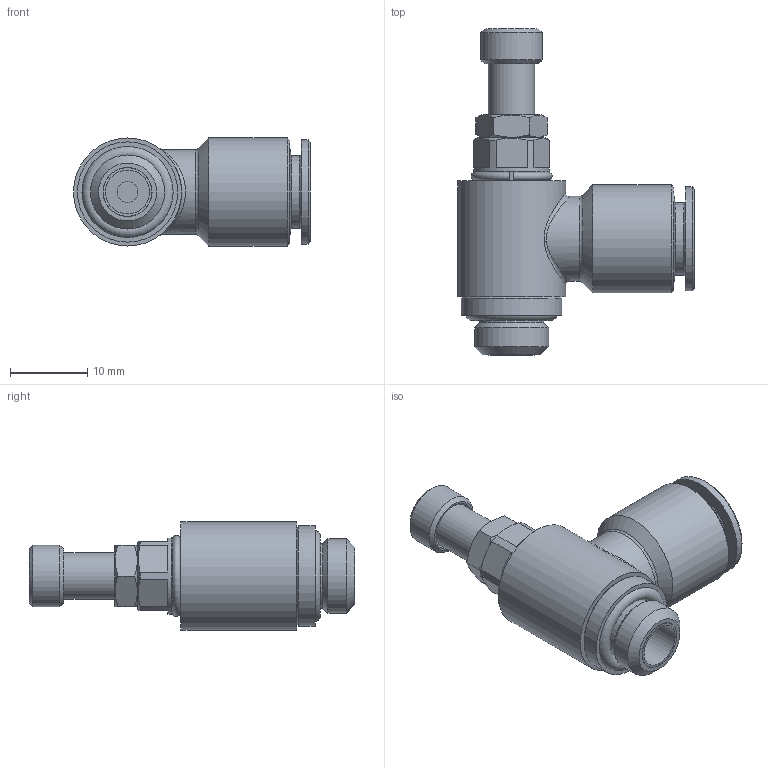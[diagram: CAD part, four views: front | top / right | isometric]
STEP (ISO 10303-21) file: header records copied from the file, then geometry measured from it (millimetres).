
FILE_DESCRIPTION(( 'MV.41.08.18V.stp' ), '1');
FILE_NAME( 'MV.41.08.18V.stp', '2019-06-20T08:22:10',( 'Sopra'),('sopra-pneumatic.com'), 'SwSTEP 2.0','SolidWorks 2009','' );
FILE_SCHEMA( ( 'CONFIG_CONTROL_DESIGN' ) );
Length unit declared in the file: millimetre
Products named in the file (3): 04310V41; NONE; 008-A006-1-solid1
Assembly tree (2 placements, depth 2):
  04310V41
    NONE
    008-A006-1-solid1
Bounding box: 30.7 x 42.24 x 14 mm (x, y, z)
Volume: 5270.6 mm3; surface area: 3390.4 mm2
Topology: 2 solids, 4 shells, 81 faces, 173 edges, 116 vertices
Faces by surface type: plane 40, cylinder 20, cone 16, torus 3, bspline 2
Full cylindrical faces by diameter (mm): 2.7 x1, 5.7 x1, 6 x1, 8 x1, 8.15 x1, 8.3 x1, 8.75 x1, 9.4 x1, 9.6 x1, 9.85 x2, 11 x1, 13 x1, 13.5 x1, 14 x2
Entity records: 2648 total; most frequent: CARTESIAN_POINT 1009, DIRECTION 318, ORIENTED_EDGE 254, AXIS2_PLACEMENT_3D 146, EDGE_LOOP 132, EDGE_CURVE 127, VERTEX_POINT 105, FACE_OUTER_BOUND 100
